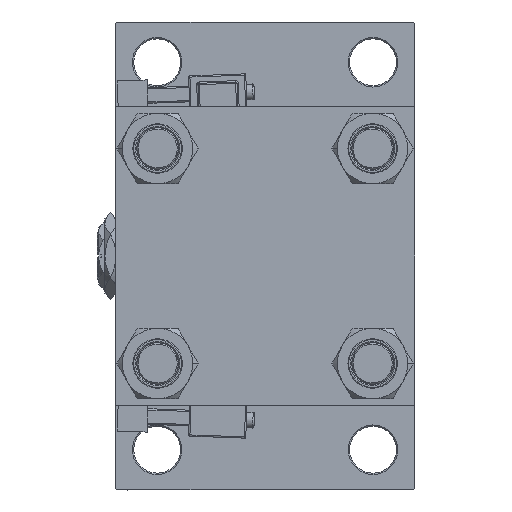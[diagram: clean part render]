
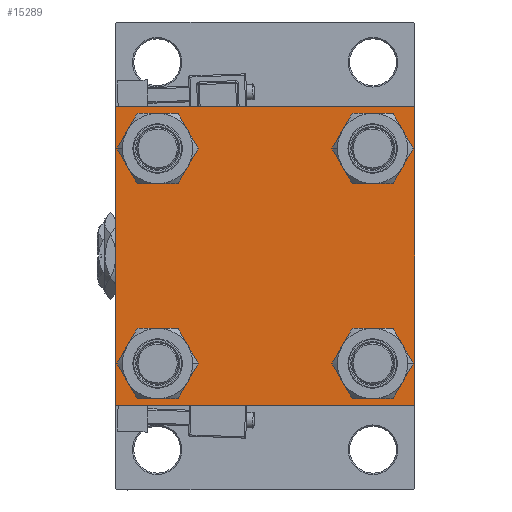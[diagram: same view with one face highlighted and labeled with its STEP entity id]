
A CAD part, left-side view. The second image highlights one B-rep face of the part: STEP entity #15289.
In plain terms, the highlighted planar face has unit normal (-1, 0, 0).
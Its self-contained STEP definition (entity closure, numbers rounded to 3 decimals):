
#502 = CARTESIAN_POINT ( 'NONE',  ( 0., -41.35, 49.85 ) ) ;
#794 = CARTESIAN_POINT ( 'NONE',  ( 0., 41.35, 49.85 ) ) ;
#843 = DIRECTION ( 'NONE',  ( 0., 0.707, 0.707 ) ) ;
#978 = VERTEX_POINT ( 'NONE', #502 ) ;
#1003 = VECTOR ( 'NONE', #30816, 1000. ) ;
#1096 = CARTESIAN_POINT ( 'NONE',  ( 0., 57.5, -57. ) ) ;
#1213 = EDGE_CURVE ( 'NONE', #978, #11467, #43588, .T. ) ;
#1396 = CARTESIAN_POINT ( 'NONE',  ( 0., -57.5, 57. ) ) ;
#2329 = CARTESIAN_POINT ( 'NONE',  ( 0., -41.35, -49.85 ) ) ;
#3482 = ORIENTED_EDGE ( 'NONE', *, *, #6735, .T. ) ;
#3512 = DIRECTION ( 'NONE',  ( 0., -1., 0. ) ) ;
#3912 = EDGE_LOOP ( 'NONE', ( #42369, #48699 ) ) ;
#4794 = VERTEX_POINT ( 'NONE', #2329 ) ;
#5210 = DIRECTION ( 'NONE',  ( 0., -1., 0. ) ) ;
#5518 = FACE_BOUND ( 'NONE', #3912, .T. ) ;
#5567 = CIRCLE ( 'NONE', #23321, 8.5 ) ;
#5739 = DIRECTION ( 'NONE',  ( 0., 0., 1. ) ) ;
#5799 = ORIENTED_EDGE ( 'NONE', *, *, #20931, .T. ) ;
#6195 = LINE ( 'NONE', #25837, #34400 ) ;
#6343 = VECTOR ( 'NONE', #5210, 1000. ) ;
#6630 = DIRECTION ( 'NONE',  ( 0., 0., -1. ) ) ;
#6735 = EDGE_CURVE ( 'NONE', #47745, #13193, #5567, .T. ) ;
#7179 = VERTEX_POINT ( 'NONE', #40748 ) ;
#7369 = DIRECTION ( 'NONE',  ( 0., 0., 1. ) ) ;
#7420 = VECTOR ( 'NONE', #12292, 1000. ) ;
#8052 = EDGE_CURVE ( 'NONE', #43076, #14798, #6195, .T. ) ;
#8570 = EDGE_LOOP ( 'NONE', ( #5799, #20429 ) ) ;
#8831 = DIRECTION ( 'NONE',  ( 0., 0., 1. ) ) ;
#9093 = AXIS2_PLACEMENT_3D ( 'NONE', #44208, #39455, #35455 ) ;
#10440 = CARTESIAN_POINT ( 'NONE',  ( 0., -57., -57.5 ) ) ;
#10707 = CARTESIAN_POINT ( 'NONE',  ( 0., 41.35, -49.85 ) ) ;
#10715 = CARTESIAN_POINT ( 'NONE',  ( 0., -41.35, -41.35 ) ) ;
#10926 = EDGE_CURVE ( 'NONE', #44532, #35387, #21643, .T. ) ;
#11467 = VERTEX_POINT ( 'NONE', #49341 ) ;
#11954 = VERTEX_POINT ( 'NONE', #29297 ) ;
#12030 = LINE ( 'NONE', #24233, #7420 ) ;
#12292 = DIRECTION ( 'NONE',  ( 0., 0.707, -0.707 ) ) ;
#12527 = VECTOR ( 'NONE', #3512, 1000. ) ;
#12599 = ORIENTED_EDGE ( 'NONE', *, *, #42666, .T. ) ;
#12680 = CIRCLE ( 'NONE', #42347, 8.5 ) ;
#12701 = FACE_BOUND ( 'NONE', #29325, .T. ) ;
#13193 = VERTEX_POINT ( 'NONE', #20044 ) ;
#14068 = EDGE_CURVE ( 'NONE', #7179, #20182, #38750, .T. ) ;
#14214 = CARTESIAN_POINT ( 'NONE',  ( 0., 41.35, 41.35 ) ) ;
#14779 = EDGE_CURVE ( 'NONE', #25012, #41879, #45406, .T. ) ;
#14798 = VERTEX_POINT ( 'NONE', #1096 ) ;
#14819 = ORIENTED_EDGE ( 'NONE', *, *, #48763, .T. ) ;
#15031 = CARTESIAN_POINT ( 'NONE',  ( 0., -41.35, 41.35 ) ) ;
#15056 = CARTESIAN_POINT ( 'NONE',  ( 0., 41.35, -41.35 ) ) ;
#15070 = ORIENTED_EDGE ( 'NONE', *, *, #10926, .T. ) ;
#15289 = ADVANCED_FACE ( 'NONE', ( #5518, #21692, #25153, #12701, #33133 ), #28884, .T. ) ;
#15571 = DIRECTION ( 'NONE',  ( 0., 0., 1. ) ) ;
#15643 = EDGE_CURVE ( 'NONE', #11954, #41879, #47801, .T. ) ;
#16112 = DIRECTION ( 'NONE',  ( 1., 0., 0. ) ) ;
#16778 = AXIS2_PLACEMENT_3D ( 'NONE', #37898, #24887, #41105 ) ;
#17006 = CIRCLE ( 'NONE', #46654, 8.5 ) ;
#17414 = CARTESIAN_POINT ( 'NONE',  ( 0., -57.25, -57.25 ) ) ;
#18053 = EDGE_CURVE ( 'NONE', #13193, #47745, #12680, .T. ) ;
#18215 = CARTESIAN_POINT ( 'NONE',  ( 0., -41.35, 41.35 ) ) ;
#19722 = ORIENTED_EDGE ( 'NONE', *, *, #15643, .F. ) ;
#19786 = DIRECTION ( 'NONE',  ( 1., 0., 0. ) ) ;
#20044 = CARTESIAN_POINT ( 'NONE',  ( 0., 41.35, 32.85 ) ) ;
#20182 = VERTEX_POINT ( 'NONE', #10707 ) ;
#20429 = ORIENTED_EDGE ( 'NONE', *, *, #23455, .T. ) ;
#20931 = EDGE_CURVE ( 'NONE', #39855, #4794, #17006, .T. ) ;
#21643 = LINE ( 'NONE', #17414, #49663 ) ;
#21676 = DIRECTION ( 'NONE',  ( 1., 0., 0. ) ) ;
#21683 = ORIENTED_EDGE ( 'NONE', *, *, #18053, .T. ) ;
#21692 = FACE_BOUND ( 'NONE', #8570, .T. ) ;
#22582 = LINE ( 'NONE', #46744, #1003 ) ;
#22877 = AXIS2_PLACEMENT_3D ( 'NONE', #43732, #16112, #7369 ) ;
#23321 = AXIS2_PLACEMENT_3D ( 'NONE', #14214, #50570, #5739 ) ;
#23455 = EDGE_CURVE ( 'NONE', #4794, #39855, #23717, .T. ) ;
#23717 = CIRCLE ( 'NONE', #22877, 8.5 ) ;
#23799 = DIRECTION ( 'NONE',  ( 1., 0., 0. ) ) ;
#24233 = CARTESIAN_POINT ( 'NONE',  ( 0., 57.25, 57.25 ) ) ;
#24379 = VECTOR ( 'NONE', #843, 1000. ) ;
#24887 = DIRECTION ( 'NONE',  ( -1., 0., 0. ) ) ;
#25012 = VERTEX_POINT ( 'NONE', #1396 ) ;
#25153 = FACE_BOUND ( 'NONE', #29810, .T. ) ;
#25642 = ORIENTED_EDGE ( 'NONE', *, *, #30643, .F. ) ;
#25837 = CARTESIAN_POINT ( 'NONE',  ( 0., 57.5, 57.5 ) ) ;
#26386 = EDGE_CURVE ( 'NONE', #11467, #978, #36582, .T. ) ;
#26610 = EDGE_CURVE ( 'NONE', #14798, #47192, #22582, .T. ) ;
#26781 = CARTESIAN_POINT ( 'NONE',  ( 0., -57.5, 57.5 ) ) ;
#28312 = AXIS2_PLACEMENT_3D ( 'NONE', #15031, #19786, #51651 ) ;
#28740 = AXIS2_PLACEMENT_3D ( 'NONE', #15056, #23799, #15571 ) ;
#28884 = PLANE ( 'NONE',  #16778 ) ;
#29297 = CARTESIAN_POINT ( 'NONE',  ( 0., 57., 57.5 ) ) ;
#29325 = EDGE_LOOP ( 'NONE', ( #3482, #21683 ) ) ;
#29810 = EDGE_LOOP ( 'NONE', ( #50387, #14819 ) ) ;
#29989 = CARTESIAN_POINT ( 'NONE',  ( 0., -41.35, -32.85 ) ) ;
#30643 = EDGE_CURVE ( 'NONE', #25012, #35387, #30780, .T. ) ;
#30780 = LINE ( 'NONE', #26781, #51139 ) ;
#30816 = DIRECTION ( 'NONE',  ( 0., -0.707, -0.707 ) ) ;
#32856 = ORIENTED_EDGE ( 'NONE', *, *, #8052, .T. ) ;
#33133 = FACE_OUTER_BOUND ( 'NONE', #48222, .T. ) ;
#34084 = DIRECTION ( 'NONE',  ( 0., 0., -1. ) ) ;
#34400 = VECTOR ( 'NONE', #34084, 1000. ) ;
#34680 = DIRECTION ( 'NONE',  ( 0., 0., 1. ) ) ;
#35341 = CARTESIAN_POINT ( 'NONE',  ( 0., 57.5, 57.5 ) ) ;
#35387 = VERTEX_POINT ( 'NONE', #46508 ) ;
#35455 = DIRECTION ( 'NONE',  ( 0., 0., 1. ) ) ;
#36176 = DIRECTION ( 'NONE',  ( 1., 0., 0. ) ) ;
#36582 = CIRCLE ( 'NONE', #37411, 8.5 ) ;
#36781 = LINE ( 'NONE', #41037, #6343 ) ;
#37375 = EDGE_CURVE ( 'NONE', #47192, #44532, #36781, .T. ) ;
#37411 = AXIS2_PLACEMENT_3D ( 'NONE', #18215, #21676, #34680 ) ;
#37898 = CARTESIAN_POINT ( 'NONE',  ( 0., 0., 0. ) ) ;
#38750 = CIRCLE ( 'NONE', #9093, 8.5 ) ;
#39198 = CARTESIAN_POINT ( 'NONE',  ( 0., 57.5, 57. ) ) ;
#39330 = CARTESIAN_POINT ( 'NONE',  ( 0., 57., -57.5 ) ) ;
#39455 = DIRECTION ( 'NONE',  ( 1., 0., 0. ) ) ;
#39855 = VERTEX_POINT ( 'NONE', #29989 ) ;
#40160 = CARTESIAN_POINT ( 'NONE',  ( 0., 41.35, 41.35 ) ) ;
#40748 = CARTESIAN_POINT ( 'NONE',  ( 0., 41.35, -32.85 ) ) ;
#41037 = CARTESIAN_POINT ( 'NONE',  ( 0., 57.5, -57.5 ) ) ;
#41105 = DIRECTION ( 'NONE',  ( 0., 0., 1. ) ) ;
#41426 = CARTESIAN_POINT ( 'NONE',  ( 0., -57.25, 57.25 ) ) ;
#41879 = VERTEX_POINT ( 'NONE', #50926 ) ;
#42347 = AXIS2_PLACEMENT_3D ( 'NONE', #40160, #36176, #8831 ) ;
#42369 = ORIENTED_EDGE ( 'NONE', *, *, #1213, .T. ) ;
#42666 = EDGE_CURVE ( 'NONE', #11954, #43076, #12030, .T. ) ;
#43076 = VERTEX_POINT ( 'NONE', #39198 ) ;
#43588 = CIRCLE ( 'NONE', #28312, 8.5 ) ;
#43732 = CARTESIAN_POINT ( 'NONE',  ( 0., -41.35, -41.35 ) ) ;
#44208 = CARTESIAN_POINT ( 'NONE',  ( 0., 41.35, -41.35 ) ) ;
#44532 = VERTEX_POINT ( 'NONE', #10440 ) ;
#45298 = ORIENTED_EDGE ( 'NONE', *, *, #37375, .T. ) ;
#45406 = LINE ( 'NONE', #41426, #24379 ) ;
#46508 = CARTESIAN_POINT ( 'NONE',  ( 0., -57.5, -57. ) ) ;
#46582 = ORIENTED_EDGE ( 'NONE', *, *, #26610, .T. ) ;
#46654 = AXIS2_PLACEMENT_3D ( 'NONE', #10715, #51046, #46797 ) ;
#46744 = CARTESIAN_POINT ( 'NONE',  ( 0., 57.25, -57.25 ) ) ;
#46797 = DIRECTION ( 'NONE',  ( 0., 0., 1. ) ) ;
#47192 = VERTEX_POINT ( 'NONE', #39330 ) ;
#47745 = VERTEX_POINT ( 'NONE', #794 ) ;
#47801 = LINE ( 'NONE', #35341, #12527 ) ;
#48222 = EDGE_LOOP ( 'NONE', ( #32856, #46582, #45298, #15070, #25642, #50794, #19722, #12599 ) ) ;
#48699 = ORIENTED_EDGE ( 'NONE', *, *, #26386, .T. ) ;
#48763 = EDGE_CURVE ( 'NONE', #20182, #7179, #49915, .T. ) ;
#49341 = CARTESIAN_POINT ( 'NONE',  ( 0., -41.35, 32.85 ) ) ;
#49663 = VECTOR ( 'NONE', #49790, 1000. ) ;
#49790 = DIRECTION ( 'NONE',  ( 0., -0.707, 0.707 ) ) ;
#49915 = CIRCLE ( 'NONE', #28740, 8.5 ) ;
#50387 = ORIENTED_EDGE ( 'NONE', *, *, #14068, .T. ) ;
#50570 = DIRECTION ( 'NONE',  ( 1., 0., 0. ) ) ;
#50794 = ORIENTED_EDGE ( 'NONE', *, *, #14779, .T. ) ;
#50926 = CARTESIAN_POINT ( 'NONE',  ( 0., -57., 57.5 ) ) ;
#51046 = DIRECTION ( 'NONE',  ( 1., 0., 0. ) ) ;
#51139 = VECTOR ( 'NONE', #6630, 1000. ) ;
#51651 = DIRECTION ( 'NONE',  ( 0., 0., 1. ) ) ;
